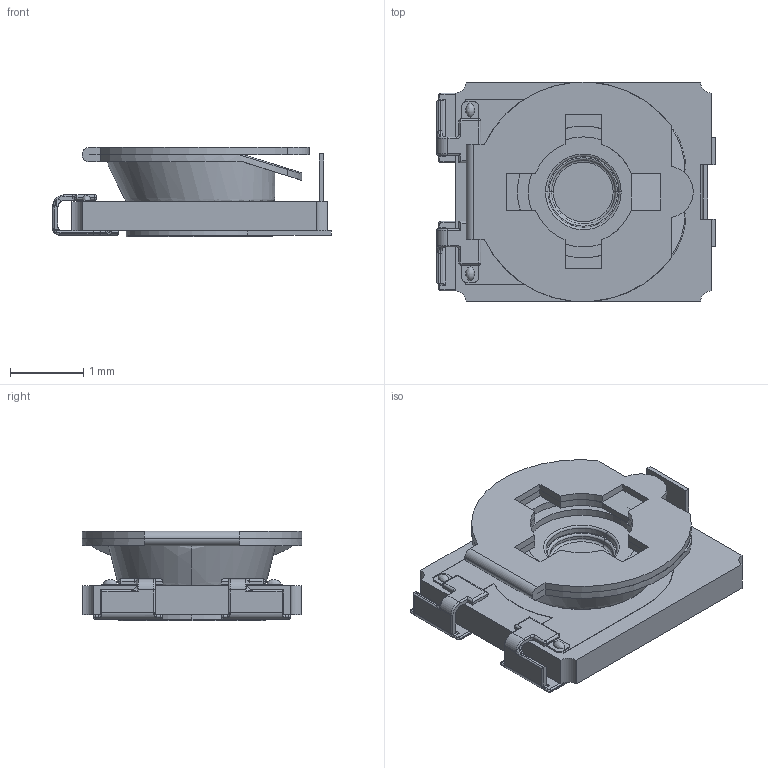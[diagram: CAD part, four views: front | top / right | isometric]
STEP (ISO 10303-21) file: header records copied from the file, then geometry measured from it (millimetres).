
FILE_DESCRIPTION(('FreeCAD Model'),'2;1');
FILE_NAME('Open CASCADE Shape Model','2025-08-14T14:13:58',(''),(''), 'Open CASCADE STEP processor 7.8','FreeCAD','Unknown');
FILE_SCHEMA(('AUTOMOTIVE_DESIGN { 1 0 10303 214 1 1 1 1 }'));
Length unit declared in the file: millimetre
Products named in the file (1): TC33X-2-103E
Bounding box: 3.8 x 3 x 1.22 mm (x, y, z)
Volume: 7 mm3; surface area: 90.6 mm2
Topology: 8 solids, 8 shells, 362 faces, 2706 edges, 7742 vertices
Faces by surface type: cylinder 154, plane 144, torus 28, bspline 24, revolution 6, sphere 6
Entity records: 37918 total; most frequent: CARTESIAN_POINT 13853, DIRECTION 3960, GEOMETRIC_CURVE_SET 1801, ORIENTED_EDGE 1788, TRIMMED_CURVE 1788, LINE 1494, VECTOR 1494, AXIS2_PLACEMENT_3D 1230
